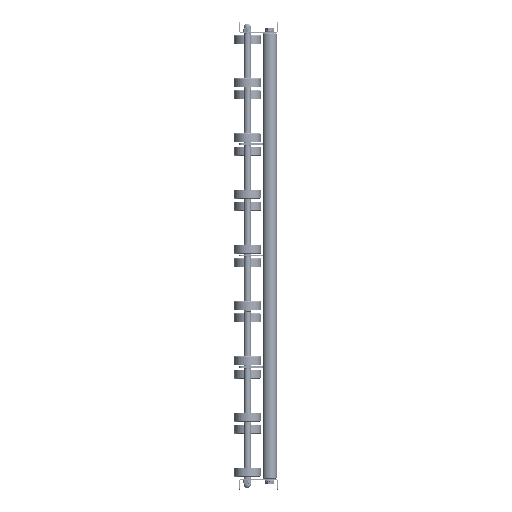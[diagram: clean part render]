
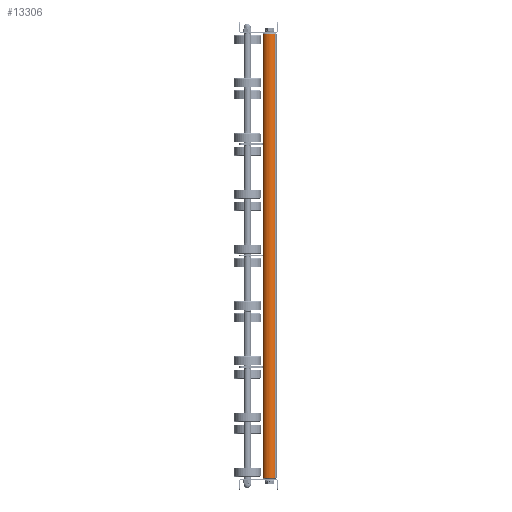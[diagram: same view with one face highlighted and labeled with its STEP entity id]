
A CAD part, left-side view. The second image highlights one B-rep face of the part: STEP entity #13306.
In plain terms, the highlighted cylindrical face has radius 12.5 mm (diameter 25 mm), a partial arc.
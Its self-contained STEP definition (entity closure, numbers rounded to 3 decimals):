
#3156 = FACE_OUTER_BOUND ( 'NONE', #34616, .T. ) ;
#3337 = CYLINDRICAL_SURFACE ( 'NONE', #19970, 12.5 ) ;
#3811 = AXIS2_PLACEMENT_3D ( 'NONE', #4129, #11756, #34484 ) ;
#4129 = CARTESIAN_POINT ( 'NONE',  ( 1., 0., 0. ) ) ;
#4563 = DIRECTION ( 'NONE',  ( -1., 0., 0. ) ) ;
#9163 = EDGE_CURVE ( 'NONE', #12087, #25076, #17060, .T. ) ;
#9459 = EDGE_CURVE ( 'NONE', #12087, #19651, #27099, .T. ) ;
#11682 = CARTESIAN_POINT ( 'NONE',  ( 800., 0., 0. ) ) ;
#11756 = DIRECTION ( 'NONE',  ( 1., 0., 0. ) ) ;
#12087 = VERTEX_POINT ( 'NONE', #29211 ) ;
#12372 = EDGE_CURVE ( 'NONE', #25076, #24454, #25994, .T. ) ;
#12436 = ORIENTED_EDGE ( 'NONE', *, *, #9163, .T. ) ;
#13306 = ADVANCED_FACE ( 'NONE', ( #3156 ), #3337, .T. ) ;
#15006 = CIRCLE ( 'NONE', #3811, 12.5 ) ;
#15046 = ORIENTED_EDGE ( 'NONE', *, *, #9459, .F. ) ;
#15263 = AXIS2_PLACEMENT_3D ( 'NONE', #17054, #28455, #34190 ) ;
#16666 = ORIENTED_EDGE ( 'NONE', *, *, #29418, .T. ) ;
#17054 = CARTESIAN_POINT ( 'NONE',  ( 799., 0., 0. ) ) ;
#17060 = CIRCLE ( 'NONE', #15263, 12.5 ) ;
#17597 = DIRECTION ( 'NONE',  ( -1., 0., 0. ) ) ;
#19651 = VERTEX_POINT ( 'NONE', #30693 ) ;
#19970 = AXIS2_PLACEMENT_3D ( 'NONE', #11682, #23047, #26220 ) ;
#20577 = CARTESIAN_POINT ( 'NONE',  ( 1., 0., 12.5 ) ) ;
#22040 = CARTESIAN_POINT ( 'NONE',  ( 800., 0., -12.5 ) ) ;
#23047 = DIRECTION ( 'NONE',  ( -1., 0., 0. ) ) ;
#24454 = VERTEX_POINT ( 'NONE', #20577 ) ;
#25076 = VERTEX_POINT ( 'NONE', #32640 ) ;
#25736 = ORIENTED_EDGE ( 'NONE', *, *, #12372, .T. ) ;
#25994 = LINE ( 'NONE', #31581, #27363 ) ;
#26220 = DIRECTION ( 'NONE',  ( 0., 0., 1. ) ) ;
#27099 = LINE ( 'NONE', #22040, #33762 ) ;
#27363 = VECTOR ( 'NONE', #17597, 1000. ) ;
#28455 = DIRECTION ( 'NONE',  ( -1., 0., 0. ) ) ;
#29211 = CARTESIAN_POINT ( 'NONE',  ( 799., 0., -12.5 ) ) ;
#29418 = EDGE_CURVE ( 'NONE', #24454, #19651, #15006, .T. ) ;
#30693 = CARTESIAN_POINT ( 'NONE',  ( 1., 0., -12.5 ) ) ;
#31581 = CARTESIAN_POINT ( 'NONE',  ( 800., 0., 12.5 ) ) ;
#32640 = CARTESIAN_POINT ( 'NONE',  ( 799., 0., 12.5 ) ) ;
#33762 = VECTOR ( 'NONE', #4563, 1000. ) ;
#34190 = DIRECTION ( 'NONE',  ( 0., 0., -1. ) ) ;
#34484 = DIRECTION ( 'NONE',  ( 0., 0., -1. ) ) ;
#34616 = EDGE_LOOP ( 'NONE', ( #15046, #12436, #25736, #16666 ) ) ;
